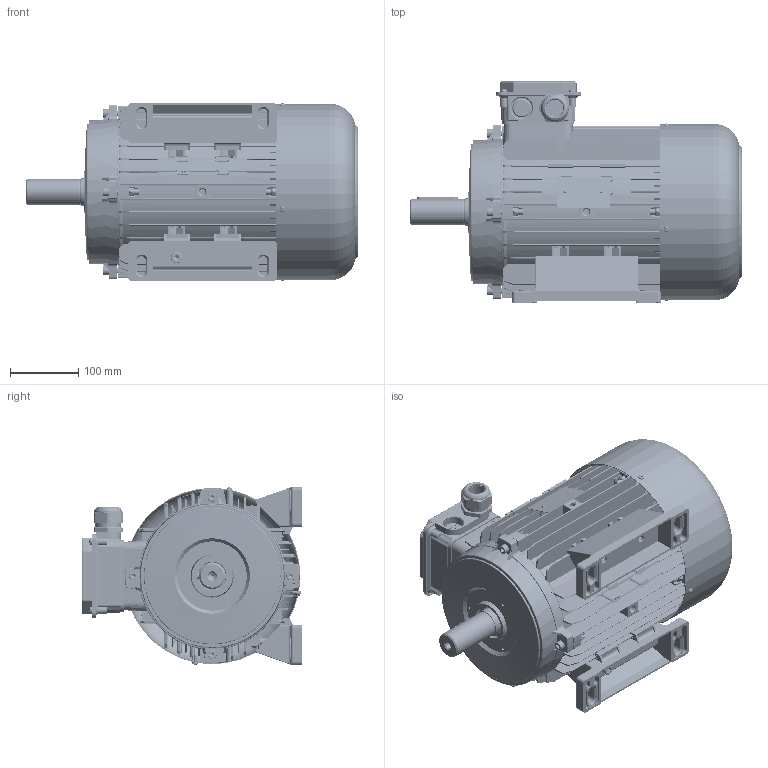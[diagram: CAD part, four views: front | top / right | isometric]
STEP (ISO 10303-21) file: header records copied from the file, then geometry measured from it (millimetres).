
FILE_DESCRIPTION((''),'2;1');
FILE_NAME('J132L-B3.stp','2014-10-01T15:46:06',('WRKS_ELPROM'),(''),'Autodesk Inventor 2011','Autodesk Inventor 2011','');
FILE_SCHEMA(('AUTOMOTIVE_DESIGN { 1 0 10303 214 1 1 1 1 }'));
Length unit declared in the file: millimetre
Products named in the file (37): J132L-B3; J132L-BASE; CASSA M132L-B5 LAVORATA; PNQ132NIASTLP; 6308-2Z; 6308-2Z_PART1; 6308-2Z_PART2; 6308-2Z_PART3; 6308-2Z_PART4; 6308-2Z_PART5; PNA132LBC0000; Albero; Albero_1; PNTARGAGEM; 1045800; 1009420; ASSIEME FASCETTA; FASCETTA; PIASTRINA; UNI 5931  M 5 x  16; M132_STD; JIS B 1122 - C-Z ST4,2 x 13 - C - Z; PIEDE 132L; DIN EN ISO 4762 M10 x 50; Dado esagonale autobloccante - Acciaio Metrico Property Class 5 and 10 - Metric M10 x 1.5 Tipo di metallo; Assieme copribasetta IEC132 IP65; Base IEC132 IP65 NPF LAVORATO; Coperchio IEC132 IP65 NPF; DIN EN ISO 7045 Z M5 x 12 - 4.8 - Z; DIN EN ISO 7045 Z M6 x 10 - 4.8 - Z; Pressacavo M32X1,5 Exe; Base M32X1,5 Exe; Ghiera M32X1,5 Exe; DIN EN ISO 4762 M8 x 45; Dado esagonale autobloccante - Acciaio Metrico Property Class 5 and 10 - Metric M8 x 1.25 Tipo di metallo; 10X8X60
Assembly tree (72 placements, depth 5):
  J132L-B3
    J132L-BASE
      CASSA M132L-B5 LAVORATA
      PNQ132NIASTLP
      6308-2Z  x2
        6308-2Z_PART1
        6308-2Z_PART2
        6308-2Z_PART3
        6308-2Z_PART4
        6308-2Z_PART5
      PNA132LBC0000
        Albero
          Albero_1
      PNTARGAGEM
      1045800  x2
      1009420
        1009420
        ASSIEME FASCETTA
          FASCETTA
          PIASTRINA  x2
          UNI 5931  M 5 x  16  x2
      M132_STD
      JIS B 1122 - C-Z ST4,2 x 13 - C - Z  x4
      PIEDE 132L  x2
      DIN EN ISO 4762 M10 x 50
      Dado esagonale autobloccante - Acciaio Metrico Property Class 5 and 10 - Metric M10 x 1.5 Tipo di metallo
      Assieme copribasetta IEC132 IP65
        Base IEC132 IP65 NPF LAVORATO
        Coperchio IEC132 IP65 NPF
        DIN EN ISO 7045 Z M5 x 12 - 4.8 - Z  x4
        DIN EN ISO 7045 Z M6 x 10 - 4.8 - Z  x4
        Pressacavo M32X1,5 Exe
          Base M32X1,5 Exe
          Ghiera M32X1,5 Exe
      DIN EN ISO 4762 M8 x 45  x4
      Dado esagonale autobloccante - Acciaio Metrico Property Class 5 and 10 - Metric M8 x 1.25 Tipo di metallo  x4
      10X8X60
    PNQ132NIASTLP
    DIN EN ISO 4762 M8 x 45  x4
    Dado esagonale autobloccante - Acciaio Metrico Property Class 5 and 10 - Metric M8 x 1.25 Tipo di metallo  x4
Bounding box: 485.5 x 323 x 260 mm (x, y, z)
Volume: 3795896 mm3; surface area: 1894740.6 mm2
Topology: 77 solids, 77 shells, 5309 faces, 14338 edges, 9138 vertices
Faces by surface type: plane 2587, cylinder 1198, cone 842, torus 419, bspline 133, sphere 130
Full cylindrical faces by diameter (mm): 2.1 x2, 2.4 x2, 2.5 x9, 3 x2, 3.7 x3, 3.9 x6, 4 x1, 4.134 x7, 4.2 x4, 4.567 x4, 4.917 x5, 5 x12, 5.25 x4, 5.459 x4, 5.5 x4, 5.8 x4, 6 x4, 6.5 x4, 6.647 x8, 8 x9, 8.376 x5, 8.5 x2, 9 x9, 9.5 x8, 10 x1, 10.376 x1, 10.7 x4, 11.05 x8, 13 x8, 13.6 x1
Entity records: 140784 total; most frequent: CARTESIAN_POINT 36233, ORIENTED_EDGE 21860, DIRECTION 20436, EDGE_CURVE 10930, AXIS2_PLACEMENT_3D 7225, VERTEX_POINT 7187, VECTOR 5986, LINE 5986
